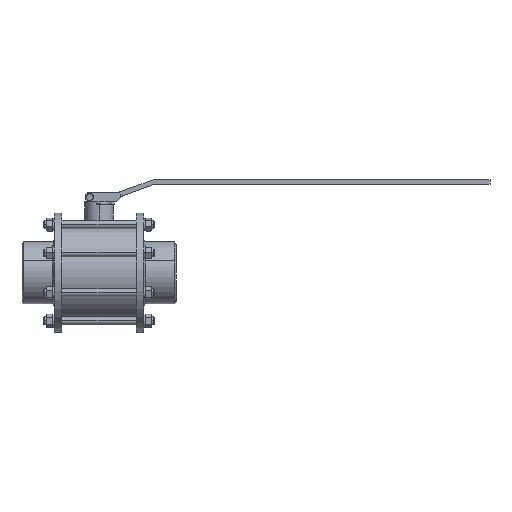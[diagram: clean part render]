
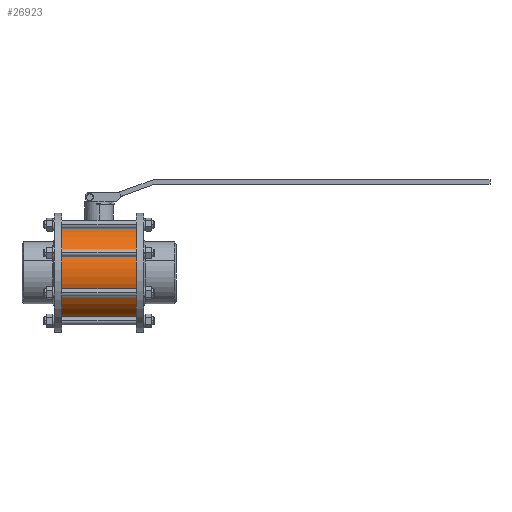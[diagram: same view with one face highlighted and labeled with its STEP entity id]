
A CAD part, front view. The second image highlights one B-rep face of the part: STEP entity #26923.
In plain terms, the highlighted cylindrical face has radius 122 mm (diameter 244 mm), a partial arc.
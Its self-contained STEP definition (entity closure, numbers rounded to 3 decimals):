
#1515=CARTESIAN_POINT('',(-95.,0.,-122.));
#1516=VERTEX_POINT('',#1515);
#1517=CARTESIAN_POINT('',(95.,0.,-122.));
#1518=VERTEX_POINT('',#1517);
#1519=CARTESIAN_POINT('',(-95.,0.,-122.));
#1520=DIRECTION('',(1.0,0.0,0.0));
#1521=VECTOR('',#1520,190.);
#1522=LINE('',#1519,#1521);
#1523=EDGE_CURVE('',#1516,#1518,#1522,.T.);
#1561=CARTESIAN_POINT('',(-95.,0.,122.));
#1562=VERTEX_POINT('',#1561);
#1570=CARTESIAN_POINT('',(-41.282,0.,122.));
#1571=VERTEX_POINT('',#1570);
#1572=CARTESIAN_POINT('',(-41.282,0.,122.));
#1573=DIRECTION('',(-1.0,0.0,0.0));
#1574=VECTOR('',#1573,53.718);
#1575=LINE('',#1572,#1574);
#1576=EDGE_CURVE('',#1571,#1562,#1575,.T.);
#1612=CARTESIAN_POINT('',(41.282,0.,122.));
#1613=VERTEX_POINT('',#1612);
#1629=CARTESIAN_POINT('',(95.,0.,122.));
#1630=VERTEX_POINT('',#1629);
#1631=CARTESIAN_POINT('',(95.,0.,122.));
#1632=DIRECTION('',(-1.0,0.0,0.0));
#1633=VECTOR('',#1632,53.718);
#1634=LINE('',#1631,#1633);
#1635=EDGE_CURVE('',#1630,#1613,#1634,.T.);
#2481=CARTESIAN_POINT('',(-95.,-46.687,-112.713));
#2482=VERTEX_POINT('',#2481);
#2941=CARTESIAN_POINT('',(95.,-46.687,-112.713));
#2942=VERTEX_POINT('',#2941);
#5272=CARTESIAN_POINT('',(-27.035,-34.569,117.));
#5273=VERTEX_POINT('',#5272);
#5274=CARTESIAN_POINT('',(-41.282,0.,122.));
#5275=CARTESIAN_POINT('',(-41.282,-2.731,122.));
#5276=CARTESIAN_POINT('',(-41.055,-5.56,121.906));
#5277=CARTESIAN_POINT('',(-40.095,-11.209,121.517));
#5278=CARTESIAN_POINT('',(-39.361,-14.029,121.222));
#5279=CARTESIAN_POINT('',(-37.415,-19.472,120.467));
#5280=CARTESIAN_POINT('',(-36.201,-22.099,120.008));
#5281=CARTESIAN_POINT('',(-33.381,-27.004,119.));
#5282=CARTESIAN_POINT('',(-31.775,-29.283,118.452));
#5283=CARTESIAN_POINT('',(-29.114,-32.44,117.614));
#5284=CARTESIAN_POINT('',(-28.107,-33.526,117.308));
#5285=CARTESIAN_POINT('',(-27.035,-34.569,117.));
#5286=B_SPLINE_CURVE_WITH_KNOTS('',3,(#5274,#5275,#5276,#5277,#5278,#5279,#5280,#5281,#5282,#5283,#5284,#5285),.UNSPECIFIED.,.F.,.U.,(4,2,2,2,2,4),(6.652,7.471,8.291,9.11,9.929,10.374),.UNSPECIFIED.);
#5287=EDGE_CURVE('',#1571,#5273,#5286,.T.);
#22065=CARTESIAN_POINT('',(27.035,-34.569,117.));
#22066=VERTEX_POINT('',#22065);
#22074=CARTESIAN_POINT('',(27.035,-34.569,117.));
#22075=CARTESIAN_POINT('',(28.107,-33.526,117.308));
#22076=CARTESIAN_POINT('',(29.114,-32.44,117.614));
#22077=CARTESIAN_POINT('',(31.775,-29.283,118.452));
#22078=CARTESIAN_POINT('',(33.381,-27.004,119.));
#22079=CARTESIAN_POINT('',(36.201,-22.099,120.008));
#22080=CARTESIAN_POINT('',(37.415,-19.472,120.467));
#22081=CARTESIAN_POINT('',(39.361,-14.029,121.222));
#22082=CARTESIAN_POINT('',(40.095,-11.209,121.517));
#22083=CARTESIAN_POINT('',(41.055,-5.56,121.906));
#22084=CARTESIAN_POINT('',(41.282,-2.731,122.));
#22085=CARTESIAN_POINT('',(41.282,0.,122.));
#22086=B_SPLINE_CURVE_WITH_KNOTS('',3,(#22074,#22075,#22076,#22077,#22078,#22079,#22080,#22081,#22082,#22083,#22084,#22085),.UNSPECIFIED.,.F.,.U.,(4,2,2,2,2,4),(16.235,16.679,17.499,18.318,19.137,19.956),.UNSPECIFIED.);
#22087=EDGE_CURVE('',#22066,#1613,#22086,.T.);
#25688=CARTESIAN_POINT('',(95.,-46.687,112.713));
#25689=VERTEX_POINT('',#25688);
#25690=CARTESIAN_POINT('',(95.,0.,0.));
#25691=DIRECTION('',(-1.0,0.0,0.0));
#25692=DIRECTION('',(0.0,0.0,-1.0));
#25693=AXIS2_PLACEMENT_3D('',#25690,#25691,#25692);
#25694=CIRCLE('',#25693,122.);
#25695=EDGE_CURVE('',#25689,#1630,#25694,.T.);
#25712=CARTESIAN_POINT('',(95.,-112.713,46.687));
#25713=VERTEX_POINT('',#25712);
#25714=CARTESIAN_POINT('',(95.,0.,0.));
#25715=DIRECTION('',(-1.0,0.0,0.0));
#25716=DIRECTION('',(0.0,0.0,-1.0));
#25717=AXIS2_PLACEMENT_3D('',#25714,#25715,#25716);
#25718=CIRCLE('',#25717,122.);
#25719=EDGE_CURVE('',#25713,#25689,#25718,.T.);
#25736=CARTESIAN_POINT('',(95.,-112.713,-46.687));
#25737=VERTEX_POINT('',#25736);
#25738=CARTESIAN_POINT('',(95.,0.,0.));
#25739=DIRECTION('',(-1.0,0.0,0.0));
#25740=DIRECTION('',(0.0,0.0,-1.0));
#25741=AXIS2_PLACEMENT_3D('',#25738,#25739,#25740);
#25742=CIRCLE('',#25741,122.);
#25743=EDGE_CURVE('',#25737,#25713,#25742,.T.);
#25760=CARTESIAN_POINT('',(95.,0.,0.));
#25761=DIRECTION('',(-1.0,0.0,0.0));
#25762=DIRECTION('',(0.0,0.0,-1.0));
#25763=AXIS2_PLACEMENT_3D('',#25760,#25761,#25762);
#25764=CIRCLE('',#25763,122.);
#25765=EDGE_CURVE('',#2942,#25737,#25764,.T.);
#25775=CARTESIAN_POINT('',(95.,0.,0.));
#25776=DIRECTION('',(-1.0,0.0,0.0));
#25777=DIRECTION('',(0.0,0.0,-1.0));
#25778=AXIS2_PLACEMENT_3D('',#25775,#25776,#25777);
#25779=CIRCLE('',#25778,122.);
#25780=EDGE_CURVE('',#1518,#2942,#25779,.T.);
#26118=CARTESIAN_POINT('',(-95.,-46.687,112.713));
#26119=VERTEX_POINT('',#26118);
#26135=CARTESIAN_POINT('',(-95.,0.,0.));
#26136=DIRECTION('',(1.0,0.0,0.0));
#26137=DIRECTION('',(0.0,0.0,-1.0));
#26138=AXIS2_PLACEMENT_3D('',#26135,#26136,#26137);
#26139=CIRCLE('',#26138,122.);
#26140=EDGE_CURVE('',#1562,#26119,#26139,.T.);
#26182=CARTESIAN_POINT('',(-95.,0.,0.));
#26183=DIRECTION('',(1.0,0.0,0.0));
#26184=DIRECTION('',(0.0,0.0,-1.0));
#26185=AXIS2_PLACEMENT_3D('',#26182,#26183,#26184);
#26186=CIRCLE('',#26185,122.);
#26187=EDGE_CURVE('',#2482,#1516,#26186,.T.);
#26197=CARTESIAN_POINT('',(-95.,-112.713,-46.687));
#26198=VERTEX_POINT('',#26197);
#26199=CARTESIAN_POINT('',(-95.,0.,0.));
#26200=DIRECTION('',(1.0,0.0,0.0));
#26201=DIRECTION('',(0.0,0.0,-1.0));
#26202=AXIS2_PLACEMENT_3D('',#26199,#26200,#26201);
#26203=CIRCLE('',#26202,122.);
#26204=EDGE_CURVE('',#26198,#2482,#26203,.T.);
#26221=CARTESIAN_POINT('',(-95.,-112.713,46.687));
#26222=VERTEX_POINT('',#26221);
#26223=CARTESIAN_POINT('',(-95.,0.,0.));
#26224=DIRECTION('',(1.0,0.0,0.0));
#26225=DIRECTION('',(0.0,0.0,-1.0));
#26226=AXIS2_PLACEMENT_3D('',#26223,#26224,#26225);
#26227=CIRCLE('',#26226,122.);
#26228=EDGE_CURVE('',#26222,#26198,#26227,.T.);
#26245=CARTESIAN_POINT('',(-95.,0.,0.));
#26246=DIRECTION('',(1.0,0.0,0.0));
#26247=DIRECTION('',(0.0,0.0,-1.0));
#26248=AXIS2_PLACEMENT_3D('',#26245,#26246,#26247);
#26249=CIRCLE('',#26248,122.);
#26250=EDGE_CURVE('',#26119,#26222,#26249,.T.);
#26886=CARTESIAN_POINT('',(0.,0.,0.));
#26887=DIRECTION('',(1.0,0.,0.));
#26888=DIRECTION('',(0.0,0.0,-1.0));
#26889=AXIS2_PLACEMENT_3D('',#26886,#26887,#26888);
#26890=CYLINDRICAL_SURFACE('',#26889,122.);
#26891=ORIENTED_EDGE('',*,*,#1523,.T.);
#26892=ORIENTED_EDGE('',*,*,#25780,.T.);
#26893=ORIENTED_EDGE('',*,*,#25765,.T.);
#26894=ORIENTED_EDGE('',*,*,#25743,.T.);
#26895=ORIENTED_EDGE('',*,*,#25719,.T.);
#26896=ORIENTED_EDGE('',*,*,#25695,.T.);
#26897=ORIENTED_EDGE('',*,*,#1635,.T.);
#26898=ORIENTED_EDGE('',*,*,#22087,.F.);
#26899=CARTESIAN_POINT('',(-27.035,-34.569,117.));
#26900=CARTESIAN_POINT('',(-24.635,-36.446,116.445));
#26901=CARTESIAN_POINT('',(-22.03,-38.048,115.924));
#26902=CARTESIAN_POINT('',(-16.19,-40.818,114.979));
#26903=CARTESIAN_POINT('',(-12.944,-41.907,114.579));
#26904=CARTESIAN_POINT('',(-6.096,-43.366,114.035));
#26905=CARTESIAN_POINT('',(-2.509,-43.698,113.906));
#26906=CARTESIAN_POINT('',(4.897,-43.526,113.971));
#26907=CARTESIAN_POINT('',(8.692,-42.967,114.188));
#26908=CARTESIAN_POINT('',(17.716,-40.438,115.114));
#26909=CARTESIAN_POINT('',(22.698,-37.96,115.998));
#26910=CARTESIAN_POINT('',(27.035,-34.569,117.));
#26911=B_SPLINE_CURVE_WITH_KNOTS('',3,(#26899,#26900,#26901,#26902,#26903,#26904,#26905,#26906,#26907,#26908,#26909,#26910),.UNSPECIFIED.,.F.,.U.,(4,2,2,2,2,4),(-5.861,-4.931,-3.901,-2.825,-1.679,0.0),.UNSPECIFIED.);
#26912=EDGE_CURVE('',#5273,#22066,#26911,.T.);
#26913=ORIENTED_EDGE('',*,*,#26912,.F.);
#26914=ORIENTED_EDGE('',*,*,#5287,.F.);
#26915=ORIENTED_EDGE('',*,*,#1576,.T.);
#26916=ORIENTED_EDGE('',*,*,#26140,.T.);
#26917=ORIENTED_EDGE('',*,*,#26250,.T.);
#26918=ORIENTED_EDGE('',*,*,#26228,.T.);
#26919=ORIENTED_EDGE('',*,*,#26204,.T.);
#26920=ORIENTED_EDGE('',*,*,#26187,.T.);
#26921=EDGE_LOOP('',(#26891,#26892,#26893,#26894,#26895,#26896,#26897,#26898,#26913,#26914,#26915,#26916,#26917,#26918,#26919,#26920));
#26922=FACE_OUTER_BOUND('',#26921,.T.);
#26923=ADVANCED_FACE('',(#26922),#26890,.T.);
